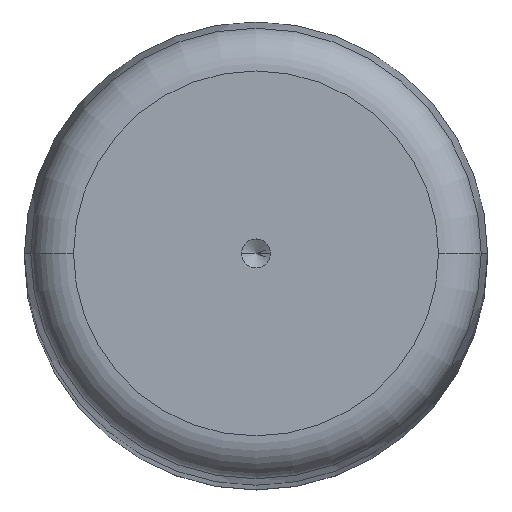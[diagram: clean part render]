
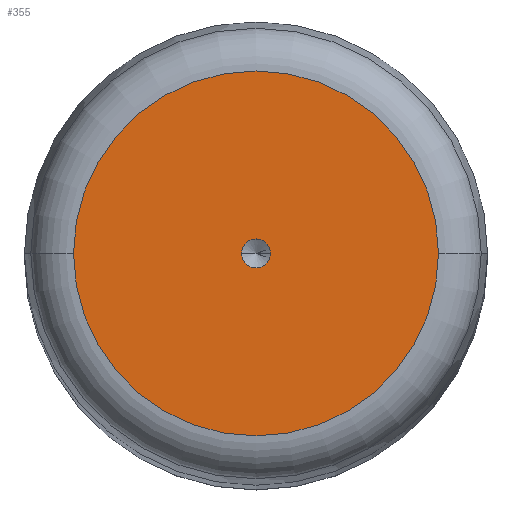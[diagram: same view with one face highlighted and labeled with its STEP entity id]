
A CAD part, top view. The second image highlights one B-rep face of the part: STEP entity #355.
In plain terms, the highlighted planar face has unit normal (0, 0, 1).
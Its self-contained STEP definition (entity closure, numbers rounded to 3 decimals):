
#20 = DIRECTION ( 'NONE',  ( 1., 0., 0. ) ) ;
#22 = DIRECTION ( 'NONE',  ( 0., 0., 1. ) ) ;
#23 = CIRCLE ( 'NONE', #204, 1. ) ;
#54 = DIRECTION ( 'NONE',  ( 0., 0., 1. ) ) ;
#56 = VERTEX_POINT ( 'NONE', #463 ) ;
#65 = CARTESIAN_POINT ( 'NONE',  ( -12.604, 0., 200. ) ) ;
#75 = PLANE ( 'NONE',  #541 ) ;
#106 = ORIENTED_EDGE ( 'NONE', *, *, #353, .T. ) ;
#121 = DIRECTION ( 'NONE',  ( 0., 0., 1. ) ) ;
#183 = DIRECTION ( 'NONE',  ( 1., 0., 0. ) ) ;
#185 = ORIENTED_EDGE ( 'NONE', *, *, #559, .F. ) ;
#204 = AXIS2_PLACEMENT_3D ( 'NONE', #241, #54, #467 ) ;
#223 = DIRECTION ( 'NONE',  ( 1., 0., 0. ) ) ;
#226 = CARTESIAN_POINT ( 'NONE',  ( 0., 0., 200. ) ) ;
#241 = CARTESIAN_POINT ( 'NONE',  ( 0., 0., 200. ) ) ;
#262 = AXIS2_PLACEMENT_3D ( 'NONE', #226, #597, #20 ) ;
#296 = CIRCLE ( 'NONE', #262, 12.604 ) ;
#320 = VERTEX_POINT ( 'NONE', #65 ) ;
#353 = EDGE_CURVE ( 'NONE', #403, #320, #296, .T. ) ;
#354 = EDGE_LOOP ( 'NONE', ( #106, #619 ) ) ;
#355 = ADVANCED_FACE ( 'NONE', ( #566, #409 ), #75, .T. ) ;
#385 = DIRECTION ( 'NONE',  ( 1., 0., 0. ) ) ;
#386 = CARTESIAN_POINT ( 'NONE',  ( 0., 0., 200. ) ) ;
#403 = VERTEX_POINT ( 'NONE', #488 ) ;
#409 = FACE_OUTER_BOUND ( 'NONE', #354, .T. ) ;
#463 = CARTESIAN_POINT ( 'NONE',  ( -1., 0., 200. ) ) ;
#467 = DIRECTION ( 'NONE',  ( 1., 0., 0. ) ) ;
#480 = CIRCLE ( 'NONE', #565, 12.604 ) ;
#482 = CARTESIAN_POINT ( 'NONE',  ( 0., 0., 200. ) ) ;
#485 = CARTESIAN_POINT ( 'NONE',  ( 0., 0., 200. ) ) ;
#488 = CARTESIAN_POINT ( 'NONE',  ( 12.604, 0., 200. ) ) ;
#508 = EDGE_CURVE ( 'NONE', #320, #403, #480, .T. ) ;
#510 = ORIENTED_EDGE ( 'NONE', *, *, #677, .F. ) ;
#541 = AXIS2_PLACEMENT_3D ( 'NONE', #485, #601, #223 ) ;
#551 = CARTESIAN_POINT ( 'NONE',  ( 1., 0., 200. ) ) ;
#556 = CIRCLE ( 'NONE', #574, 1. ) ;
#559 = EDGE_CURVE ( 'NONE', #56, #633, #556, .T. ) ;
#565 = AXIS2_PLACEMENT_3D ( 'NONE', #386, #121, #385 ) ;
#566 = FACE_BOUND ( 'NONE', #579, .T. ) ;
#574 = AXIS2_PLACEMENT_3D ( 'NONE', #482, #22, #183 ) ;
#579 = EDGE_LOOP ( 'NONE', ( #510, #185 ) ) ;
#597 = DIRECTION ( 'NONE',  ( 0., 0., 1. ) ) ;
#601 = DIRECTION ( 'NONE',  ( 0., 0., 1. ) ) ;
#619 = ORIENTED_EDGE ( 'NONE', *, *, #508, .T. ) ;
#633 = VERTEX_POINT ( 'NONE', #551 ) ;
#677 = EDGE_CURVE ( 'NONE', #633, #56, #23, .T. ) ;
